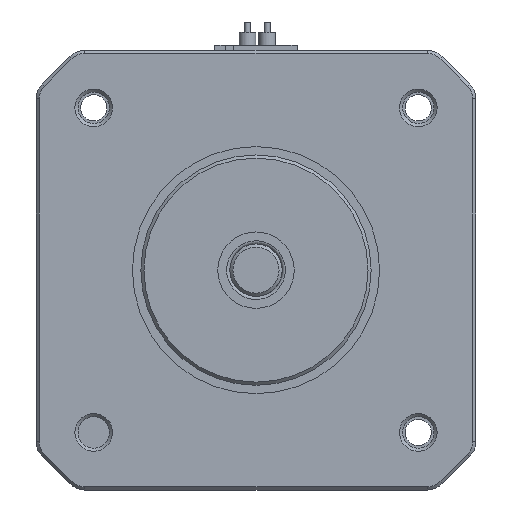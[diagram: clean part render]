
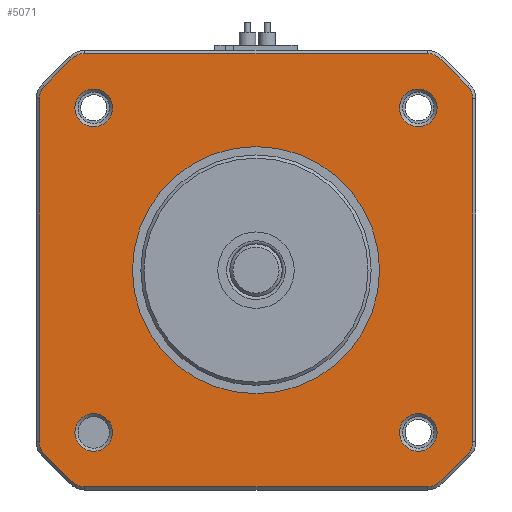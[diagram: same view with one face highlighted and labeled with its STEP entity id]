
A CAD part, front view. The second image highlights one B-rep face of the part: STEP entity #5071.
In plain terms, the highlighted planar face has unit normal (0, -1, 0).
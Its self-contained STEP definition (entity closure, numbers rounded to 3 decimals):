
#199=FACE_BOUND('',#757,.T.);
#200=FACE_BOUND('',#758,.T.);
#201=FACE_BOUND('',#759,.T.);
#202=FACE_BOUND('',#760,.T.);
#203=FACE_BOUND('',#761,.T.);
#252=PLANE('',#5508);
#421=FACE_OUTER_BOUND('',#756,.T.);
#756=EDGE_LOOP('',(#3685,#3686,#3687,#3688,#3689,#3690,#3691,#3692,#3693,
#3694,#3695,#3696,#3697,#3698,#3699,#3700));
#757=EDGE_LOOP('',(#3701));
#758=EDGE_LOOP('',(#3702));
#759=EDGE_LOOP('',(#3703));
#760=EDGE_LOOP('',(#3704));
#761=EDGE_LOOP('',(#3705));
#1093=LINE('',#8949,#1455);
#1094=LINE('',#8953,#1456);
#1095=LINE('',#8957,#1457);
#1096=LINE('',#8961,#1458);
#1097=LINE('',#8965,#1459);
#1098=LINE('',#8969,#1460);
#1099=LINE('',#8973,#1461);
#1100=LINE('',#8976,#1462);
#1455=VECTOR('',#6384,1000.);
#1456=VECTOR('',#6387,1000.);
#1457=VECTOR('',#6390,1000.);
#1458=VECTOR('',#6393,1000.);
#1459=VECTOR('',#6396,1000.);
#1460=VECTOR('',#6399,1000.);
#1461=VECTOR('',#6402,1000.);
#1462=VECTOR('',#6405,1000.);
#1875=CIRCLE('',#5509,1.7);
#1876=CIRCLE('',#5510,1.7);
#1877=CIRCLE('',#5511,1.7);
#1878=CIRCLE('',#5512,1.7);
#1879=CIRCLE('',#5513,1.7);
#1880=CIRCLE('',#5514,1.7);
#1881=CIRCLE('',#5515,1.7);
#1882=CIRCLE('',#5516,1.7);
#1883=CIRCLE('',#5517,11.8);
#1884=CIRCLE('',#5518,1.8);
#1885=CIRCLE('',#5519,1.8);
#1886=CIRCLE('',#5520,1.8);
#1887=CIRCLE('',#5521,1.8);
#2251=VERTEX_POINT('',#8945);
#2252=VERTEX_POINT('',#8946);
#2253=VERTEX_POINT('',#8948);
#2254=VERTEX_POINT('',#8950);
#2255=VERTEX_POINT('',#8952);
#2256=VERTEX_POINT('',#8954);
#2257=VERTEX_POINT('',#8956);
#2258=VERTEX_POINT('',#8958);
#2259=VERTEX_POINT('',#8960);
#2260=VERTEX_POINT('',#8962);
#2261=VERTEX_POINT('',#8964);
#2262=VERTEX_POINT('',#8966);
#2263=VERTEX_POINT('',#8968);
#2264=VERTEX_POINT('',#8970);
#2265=VERTEX_POINT('',#8972);
#2266=VERTEX_POINT('',#8974);
#2267=VERTEX_POINT('',#8977);
#2268=VERTEX_POINT('',#8979);
#2269=VERTEX_POINT('',#8981);
#2270=VERTEX_POINT('',#8983);
#2271=VERTEX_POINT('',#8985);
#2782=EDGE_CURVE('',#2251,#2252,#1875,.F.);
#2783=EDGE_CURVE('',#2252,#2253,#1093,.T.);
#2784=EDGE_CURVE('',#2253,#2254,#1876,.F.);
#2785=EDGE_CURVE('',#2254,#2255,#1094,.T.);
#2786=EDGE_CURVE('',#2255,#2256,#1877,.F.);
#2787=EDGE_CURVE('',#2256,#2257,#1095,.T.);
#2788=EDGE_CURVE('',#2257,#2258,#1878,.F.);
#2789=EDGE_CURVE('',#2258,#2259,#1096,.T.);
#2790=EDGE_CURVE('',#2259,#2260,#1879,.F.);
#2791=EDGE_CURVE('',#2260,#2261,#1097,.T.);
#2792=EDGE_CURVE('',#2261,#2262,#1880,.F.);
#2793=EDGE_CURVE('',#2262,#2263,#1098,.T.);
#2794=EDGE_CURVE('',#2263,#2264,#1881,.F.);
#2795=EDGE_CURVE('',#2264,#2265,#1099,.T.);
#2796=EDGE_CURVE('',#2265,#2266,#1882,.F.);
#2797=EDGE_CURVE('',#2266,#2251,#1100,.T.);
#2798=EDGE_CURVE('',#2267,#2267,#1883,.T.);
#2799=EDGE_CURVE('',#2268,#2268,#1884,.T.);
#2800=EDGE_CURVE('',#2269,#2269,#1885,.T.);
#2801=EDGE_CURVE('',#2270,#2270,#1886,.T.);
#2802=EDGE_CURVE('',#2271,#2271,#1887,.T.);
#3685=ORIENTED_EDGE('',*,*,#2782,.T.);
#3686=ORIENTED_EDGE('',*,*,#2783,.T.);
#3687=ORIENTED_EDGE('',*,*,#2784,.T.);
#3688=ORIENTED_EDGE('',*,*,#2785,.T.);
#3689=ORIENTED_EDGE('',*,*,#2786,.T.);
#3690=ORIENTED_EDGE('',*,*,#2787,.T.);
#3691=ORIENTED_EDGE('',*,*,#2788,.T.);
#3692=ORIENTED_EDGE('',*,*,#2789,.T.);
#3693=ORIENTED_EDGE('',*,*,#2790,.T.);
#3694=ORIENTED_EDGE('',*,*,#2791,.T.);
#3695=ORIENTED_EDGE('',*,*,#2792,.T.);
#3696=ORIENTED_EDGE('',*,*,#2793,.T.);
#3697=ORIENTED_EDGE('',*,*,#2794,.T.);
#3698=ORIENTED_EDGE('',*,*,#2795,.T.);
#3699=ORIENTED_EDGE('',*,*,#2796,.T.);
#3700=ORIENTED_EDGE('',*,*,#2797,.T.);
#3701=ORIENTED_EDGE('',*,*,#2798,.T.);
#3702=ORIENTED_EDGE('',*,*,#2799,.T.);
#3703=ORIENTED_EDGE('',*,*,#2800,.T.);
#3704=ORIENTED_EDGE('',*,*,#2801,.T.);
#3705=ORIENTED_EDGE('',*,*,#2802,.T.);
#5071=ADVANCED_FACE('',(#421,#199,#200,#201,#202,#203),#252,.F.);
#5508=AXIS2_PLACEMENT_3D('',#8944,#6380,#6381);
#5509=AXIS2_PLACEMENT_3D('',#8947,#6382,#6383);
#5510=AXIS2_PLACEMENT_3D('',#8951,#6385,#6386);
#5511=AXIS2_PLACEMENT_3D('',#8955,#6388,#6389);
#5512=AXIS2_PLACEMENT_3D('',#8959,#6391,#6392);
#5513=AXIS2_PLACEMENT_3D('',#8963,#6394,#6395);
#5514=AXIS2_PLACEMENT_3D('',#8967,#6397,#6398);
#5515=AXIS2_PLACEMENT_3D('',#8971,#6400,#6401);
#5516=AXIS2_PLACEMENT_3D('',#8975,#6403,#6404);
#5517=AXIS2_PLACEMENT_3D('',#8978,#6406,#6407);
#5518=AXIS2_PLACEMENT_3D('',#8980,#6408,#6409);
#5519=AXIS2_PLACEMENT_3D('',#8982,#6410,#6411);
#5520=AXIS2_PLACEMENT_3D('',#8984,#6412,#6413);
#5521=AXIS2_PLACEMENT_3D('',#8986,#6414,#6415);
#6380=DIRECTION('center_axis',(0.,1.,0.));
#6381=DIRECTION('ref_axis',(0.,0.,
-1.));
#6382=DIRECTION('center_axis',(0.,1.,0.));
#6383=DIRECTION('ref_axis',(0.,0.,
-1.));
#6384=DIRECTION('',(-0.707,0.,-0.707));
#6385=DIRECTION('center_axis',(0.,1.,0.));
#6386=DIRECTION('ref_axis',(0.,0.,
-1.));
#6387=DIRECTION('',(0.,0.,-1.));
#6388=DIRECTION('center_axis',(0.,1.,0.));
#6389=DIRECTION('ref_axis',(0.,0.,
-1.));
#6390=DIRECTION('',(0.707,0.,-0.707));
#6391=DIRECTION('center_axis',(0.,1.,0.));
#6392=DIRECTION('ref_axis',(0.,0.,
-1.));
#6393=DIRECTION('',(1.,0.,0.));
#6394=DIRECTION('center_axis',(0.,1.,0.));
#6395=DIRECTION('ref_axis',(0.,0.,
-1.));
#6396=DIRECTION('',(0.707,0.,0.707));
#6397=DIRECTION('center_axis',(0.,1.,0.));
#6398=DIRECTION('ref_axis',(0.,0.,
-1.));
#6399=DIRECTION('',(0.,0.,1.));
#6400=DIRECTION('center_axis',(0.,1.,0.));
#6401=DIRECTION('ref_axis',(0.,0.,
-1.));
#6402=DIRECTION('',(-0.707,0.,0.707));
#6403=DIRECTION('center_axis',(0.,1.,0.));
#6404=DIRECTION('ref_axis',(0.,0.,
-1.));
#6405=DIRECTION('',(-1.,0.,0.));
#6406=DIRECTION('center_axis',(0.,1.,0.));
#6407=DIRECTION('ref_axis',(0.,0.,
-1.));
#6408=DIRECTION('center_axis',(0.,1.,0.));
#6409=DIRECTION('ref_axis',(0.,0.,
-1.));
#6410=DIRECTION('center_axis',(0.,1.,0.));
#6411=DIRECTION('ref_axis',(0.,0.,
-1.));
#6412=DIRECTION('center_axis',(0.,1.,0.));
#6413=DIRECTION('ref_axis',(0.,0.,
-1.));
#6414=DIRECTION('center_axis',(0.,1.,0.));
#6415=DIRECTION('ref_axis',(0.,0.,
-1.));
#8944=CARTESIAN_POINT('Origin',(0.,65.575,0.));
#8945=CARTESIAN_POINT('',(-16.372,65.575,20.7));
#8946=CARTESIAN_POINT('',(-17.574,65.575,20.202));
#8947=CARTESIAN_POINT('Origin',(-16.372,65.575,19.));
#8948=CARTESIAN_POINT('',(-20.202,65.575,17.574));
#8949=CARTESIAN_POINT('',(-20.202,65.575,17.574));
#8950=CARTESIAN_POINT('',(-20.7,65.575,16.372));
#8951=CARTESIAN_POINT('Origin',(-19.,65.575,16.372));
#8952=CARTESIAN_POINT('',(-20.7,65.575,-16.372));
#8953=CARTESIAN_POINT('',(-20.7,65.575,-16.372));
#8954=CARTESIAN_POINT('',(-20.202,65.575,-17.574));
#8955=CARTESIAN_POINT('Origin',(-19.,65.575,-16.372));
#8956=CARTESIAN_POINT('',(-17.574,65.575,-20.202));
#8957=CARTESIAN_POINT('',(-17.574,65.575,-20.202));
#8958=CARTESIAN_POINT('',(-16.372,65.575,-20.7));
#8959=CARTESIAN_POINT('Origin',(-16.372,65.575,-19.));
#8960=CARTESIAN_POINT('',(16.372,65.575,-20.7));
#8961=CARTESIAN_POINT('',(16.372,65.575,-20.7));
#8962=CARTESIAN_POINT('',(17.574,65.575,-20.202));
#8963=CARTESIAN_POINT('Origin',(16.372,65.575,-19.));
#8964=CARTESIAN_POINT('',(20.202,65.575,-17.574));
#8965=CARTESIAN_POINT('',(18.888,65.575,-18.888));
#8966=CARTESIAN_POINT('',(20.7,65.575,-16.372));
#8967=CARTESIAN_POINT('Origin',(19.,65.575,-16.372));
#8968=CARTESIAN_POINT('',(20.7,65.575,16.372));
#8969=CARTESIAN_POINT('',(20.7,65.575,16.372));
#8970=CARTESIAN_POINT('',(20.202,65.575,17.574));
#8971=CARTESIAN_POINT('Origin',(19.,65.575,16.372));
#8972=CARTESIAN_POINT('',(17.574,65.575,20.202));
#8973=CARTESIAN_POINT('',(17.574,65.575,20.202));
#8974=CARTESIAN_POINT('',(16.372,65.575,20.7));
#8975=CARTESIAN_POINT('Origin',(16.372,65.575,19.));
#8976=CARTESIAN_POINT('',(-16.372,65.575,20.7));
#8977=CARTESIAN_POINT('',(0.,65.575,11.8));
#8978=CARTESIAN_POINT('Origin',(0.,65.575,
0.));
#8979=CARTESIAN_POINT('',(-15.5,65.575,-17.3));
#8980=CARTESIAN_POINT('Origin',(-15.5,65.575,-15.5));
#8981=CARTESIAN_POINT('',(15.5,65.575,-17.3));
#8982=CARTESIAN_POINT('Origin',(15.5,65.575,-15.5));
#8983=CARTESIAN_POINT('',(15.5,65.575,13.7));
#8984=CARTESIAN_POINT('Origin',(15.5,65.575,15.5));
#8985=CARTESIAN_POINT('',(-15.5,65.575,13.7));
#8986=CARTESIAN_POINT('Origin',(-15.5,65.575,15.5));
